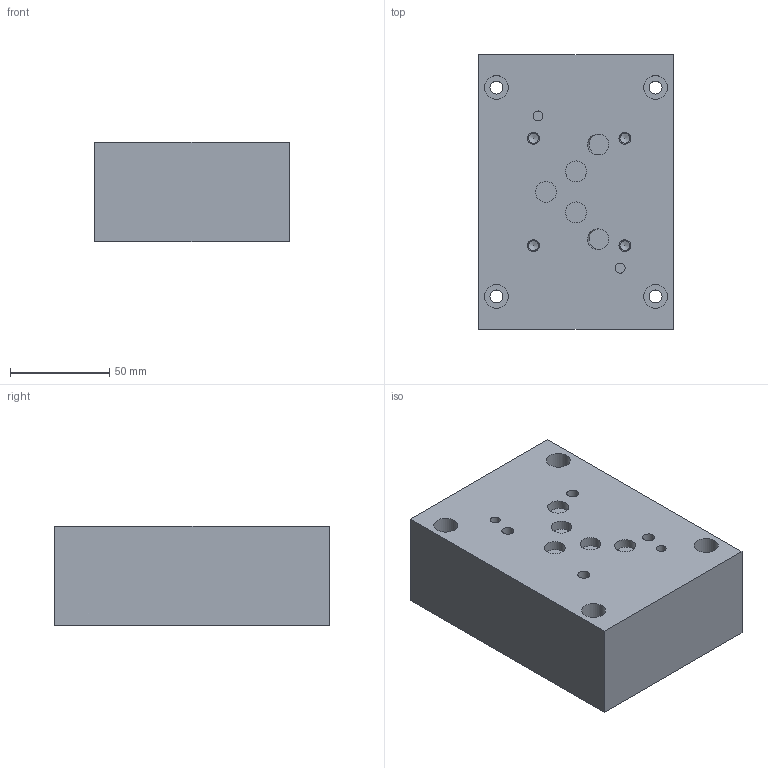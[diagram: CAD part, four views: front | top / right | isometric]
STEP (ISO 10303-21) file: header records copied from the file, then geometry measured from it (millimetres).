
FILE_DESCRIPTION(/* description */ ('Unknown'),/* implementation_level */ '2;1');
FILE_NAME(/* name */ 'PA.42053-001',/* time_stamp */ '2023-07-18T12:29:16+02:00',/* author */ ('Unknown'),/* organization */ ('Unknown'),/* preprocessor_version */ 'ST-DEVELOPER v18.102',/* originating_system */ 'Solid Edge',/* authorisation */ 'Unknown');
FILE_SCHEMA (('AUTOMOTIVE_DESIGN {1 0 10303 214 3 1 1}'));
Length unit declared in the file: millimetre
Products named in the file (1): es51cp (2)
Bounding box: 98 x 138 x 50 mm (x, y, z)
Volume: 599800.4 mm3; surface area: 67273.3 mm2
Topology: 1 solids, 1 shells, 174 faces, 405 edges, 270 vertices
Faces by surface type: plane 101, cylinder 53, cone 10, bspline 10
Full cylindrical faces by diameter (mm): 5 x6, 6 x4, 6.5 x4, 10.5 x5, 11.5 x2, 12 x4, 13.2 x2, 22 x2, 24.5 x4, 26.441 x4, 36 x4
Entity records: 5901 total; most frequent: CARTESIAN_POINT 1032, DIRECTION 683, ORIENTED_EDGE 668, EDGE_CURVE 334, FACE_BOUND 280, EDGE_LOOP 270, VERTEX_POINT 260, AXIS2_PLACEMENT_3D 247
